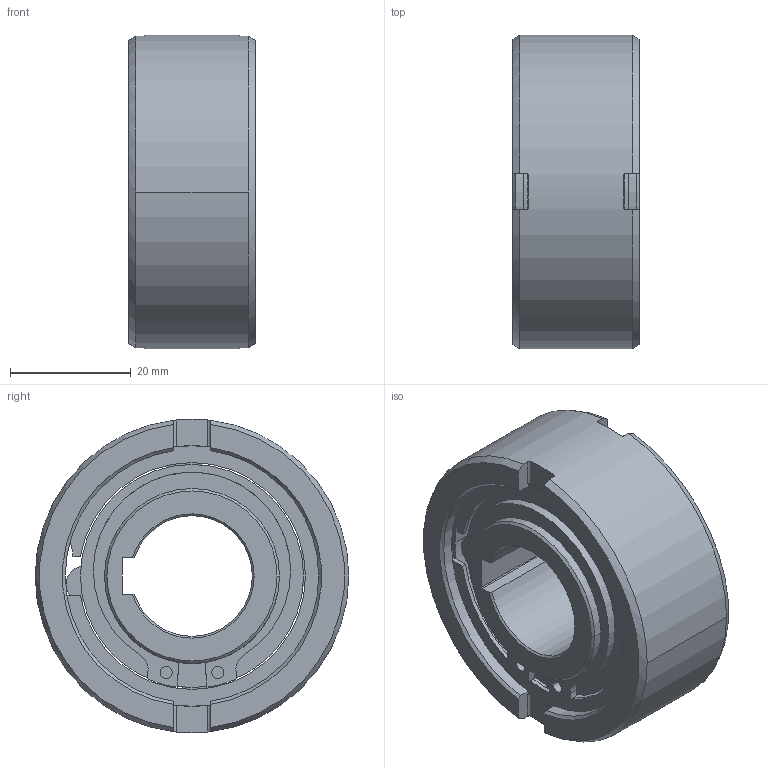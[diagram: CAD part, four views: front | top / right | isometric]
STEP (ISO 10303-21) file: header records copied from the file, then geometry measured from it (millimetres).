
FILE_DESCRIPTION((''),'2;1');
FILE_NAME('_CGS_TEMP_IGS','2023-05-22T',('SYSTEM'),(''),'PRO/ENGINEER BY PARAMETRIC TECHNOLOGY CORPORATION, 2016360','PRO/ENGINEER BY PARAMETRIC TECHNOLOGY CORPORATION, 2016360','');
FILE_SCHEMA(('AUTOMOTIVE_DESIGN { 1 0 10303 214 1 1 1 1 }'));
Length unit declared in the file: inch
Products named in the file (1): _CGS_TEMP_IGS
Bounding box: 21 x 52 x 51.97 mm (x, y, z)
Volume: 27918 mm3; surface area: 17846.9 mm2
Topology: 22 solids, 22 shells, 372 faces, 942 edges, 612 vertices
Faces by surface type: cylinder 129, plane 113, cone 66, bspline 48, torus 16
Entity records: 21266 total; most frequent: CARTESIAN_POINT 12302, ORIENTED_EDGE 1852, DIRECTION 1804, EDGE_CURVE 926, AXIS2_PLACEMENT_3D 750, VERTEX_POINT 612, CIRCLE 426, EDGE_LOOP 398
